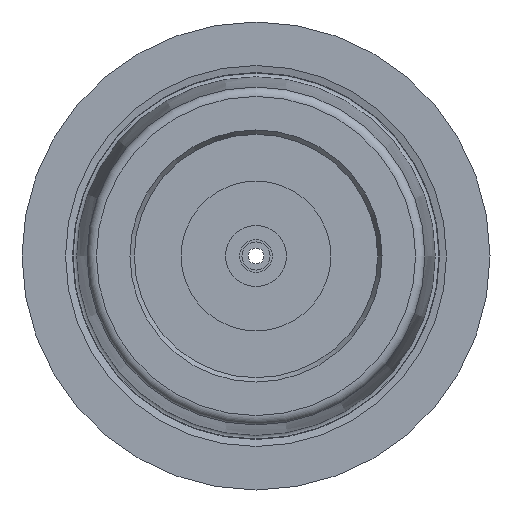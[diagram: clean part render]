
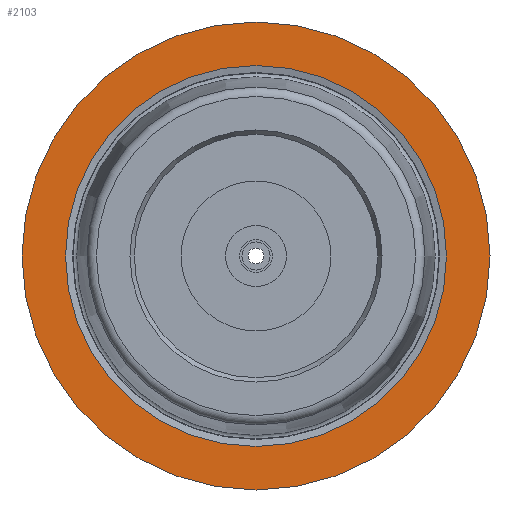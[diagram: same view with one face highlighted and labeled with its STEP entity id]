
A CAD part, left-side view. The second image highlights one B-rep face of the part: STEP entity #2103.
In plain terms, the highlighted planar face has unit normal (-1, 0, 0).
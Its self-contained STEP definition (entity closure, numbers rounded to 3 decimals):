
#2069=CARTESIAN_POINT('',(0.,20.35,0.0));
#2070=VERTEX_POINT('',#2069);
#2071=CARTESIAN_POINT('',(0.,0.0,0.0));
#2072=DIRECTION('',(1.0,0.0,0.0));
#2073=DIRECTION('',(0.0,1.0,0.0));
#2074=AXIS2_PLACEMENT_3D('',#2071,#2072,#2073);
#2075=CIRCLE('',#2074,20.35);
#2076=EDGE_CURVE('',#2070,#2070,#2075,.T.);
#2084=CARTESIAN_POINT('',(0.,22.675,0.0));
#2085=DIRECTION('',(-1.0,0.0,0.0));
#2086=DIRECTION('',(0.0,0.0,1.0));
#2087=AXIS2_PLACEMENT_3D('',#2084,#2085,#2086);
#2088=PLANE('',#2087);
#2089=CARTESIAN_POINT('',(0.,25.,0.0));
#2090=VERTEX_POINT('',#2089);
#2091=CARTESIAN_POINT('',(0.,0.0,0.0));
#2092=DIRECTION('',(1.0,0.0,0.0));
#2093=DIRECTION('',(0.0,1.0,0.0));
#2094=AXIS2_PLACEMENT_3D('',#2091,#2092,#2093);
#2095=CIRCLE('',#2094,25.);
#2096=EDGE_CURVE('',#2090,#2090,#2095,.T.);
#2097=ORIENTED_EDGE('',*,*,#2096,.F.);
#2098=EDGE_LOOP('',(#2097));
#2099=FACE_OUTER_BOUND('',#2098,.T.);
#2100=ORIENTED_EDGE('',*,*,#2076,.T.);
#2101=EDGE_LOOP('',(#2100));
#2102=FACE_BOUND('',#2101,.T.);
#2103=ADVANCED_FACE('',(#2099,#2102),#2088,.T.);
